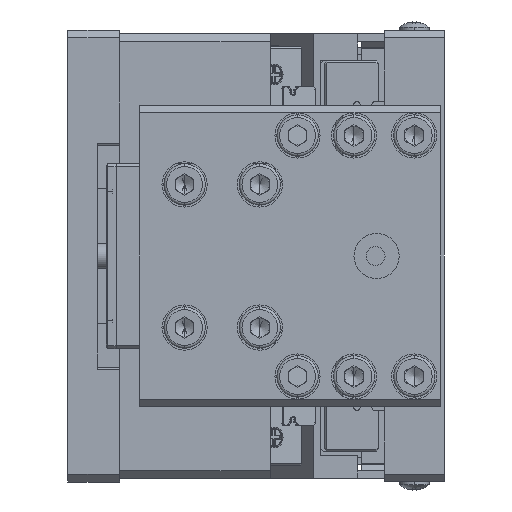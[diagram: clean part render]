
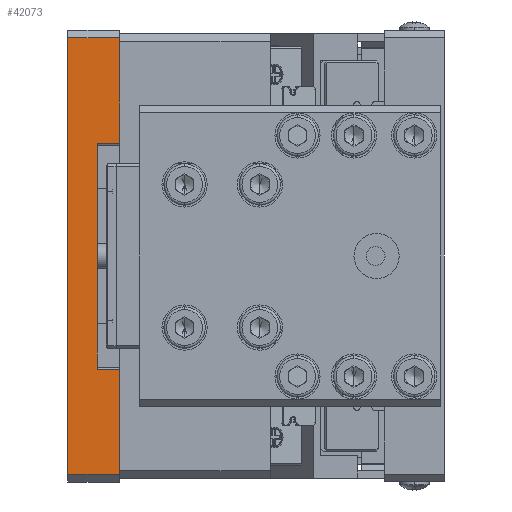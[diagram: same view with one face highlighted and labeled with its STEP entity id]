
A CAD part, left-side view. The second image highlights one B-rep face of the part: STEP entity #42073.
In plain terms, the highlighted planar face has unit normal (-1, 0, 0).
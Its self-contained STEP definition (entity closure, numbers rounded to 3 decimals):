
#136 = ORIENTED_EDGE ( 'NONE', *, *, #36885, .T. ) ;
#219 = ORIENTED_EDGE ( 'NONE', *, *, #34264, .T. ) ;
#1048 = DIRECTION ( 'NONE',  ( 0., 0., 1. ) ) ;
#1287 = ORIENTED_EDGE ( 'NONE', *, *, #14324, .T. ) ;
#1440 = CARTESIAN_POINT ( 'NONE',  ( -30., 43.129, -29.015 ) ) ;
#1492 = DIRECTION ( 'NONE',  ( 0., 0., 1. ) ) ;
#3666 = CARTESIAN_POINT ( 'NONE',  ( -30., 46.129, -15.015 ) ) ;
#3976 = ORIENTED_EDGE ( 'NONE', *, *, #39457, .F. ) ;
#4735 = VERTEX_POINT ( 'NONE', #4824 ) ;
#4814 = VECTOR ( 'NONE', #35514, 1000. ) ;
#4824 = CARTESIAN_POINT ( 'NONE',  ( -30., 50.029, -29.015 ) ) ;
#5459 = ORIENTED_EDGE ( 'NONE', *, *, #10899, .T. ) ;
#7810 = CARTESIAN_POINT ( 'NONE',  ( -30., 43.129, 29.985 ) ) ;
#7931 = DIRECTION ( 'NONE',  ( 0., 1., 0. ) ) ;
#9887 = VERTEX_POINT ( 'NONE', #42747 ) ;
#10148 = VECTOR ( 'NONE', #1492, 1000. ) ;
#10719 = VECTOR ( 'NONE', #1048, 1000. ) ;
#10899 = EDGE_CURVE ( 'NONE', #9887, #27349, #46337, .T. ) ;
#10913 = CARTESIAN_POINT ( 'NONE',  ( -30., 46.129, 14.985 ) ) ;
#11544 = LINE ( 'NONE', #36367, #39129 ) ;
#12199 = CARTESIAN_POINT ( 'NONE',  ( -30., 46.129, -15.015 ) ) ;
#12673 = DIRECTION ( 'NONE',  ( 0., 0., -1. ) ) ;
#13546 = ORIENTED_EDGE ( 'NONE', *, *, #16209, .F. ) ;
#13688 = VECTOR ( 'NONE', #25014, 1000. ) ;
#13850 = CARTESIAN_POINT ( 'NONE',  ( -30., 43.129, 14.985 ) ) ;
#13960 = CARTESIAN_POINT ( 'NONE',  ( -30., 50.029, 29.985 ) ) ;
#14066 = CARTESIAN_POINT ( 'NONE',  ( -30., 50.029, 28.985 ) ) ;
#14324 = EDGE_CURVE ( 'NONE', #27349, #25795, #27520, .T. ) ;
#15226 = LINE ( 'NONE', #19845, #10148 ) ;
#15551 = LINE ( 'NONE', #40848, #33479 ) ;
#16138 = PLANE ( 'NONE',  #29845 ) ;
#16209 = EDGE_CURVE ( 'NONE', #9887, #18401, #11544, .T. ) ;
#16625 = LINE ( 'NONE', #30843, #41274 ) ;
#18401 = VERTEX_POINT ( 'NONE', #12199 ) ;
#18551 = EDGE_LOOP ( 'NONE', ( #43702, #219, #136, #3976, #13546, #5459, #1287, #28165 ) ) ;
#19721 = DIRECTION ( 'NONE',  ( 1., 0., 0. ) ) ;
#19845 = CARTESIAN_POINT ( 'NONE',  ( -30., 43.129, 29.985 ) ) ;
#19948 = CARTESIAN_POINT ( 'NONE',  ( -30., 43.129, 28.985 ) ) ;
#20941 = LINE ( 'NONE', #3666, #13688 ) ;
#25014 = DIRECTION ( 'NONE',  ( 0., -1., 0. ) ) ;
#25086 = EDGE_CURVE ( 'NONE', #25795, #34358, #15551, .T. ) ;
#25246 = VERTEX_POINT ( 'NONE', #44620 ) ;
#25749 = VERTEX_POINT ( 'NONE', #1440 ) ;
#25795 = VERTEX_POINT ( 'NONE', #19948 ) ;
#27349 = VERTEX_POINT ( 'NONE', #13850 ) ;
#27520 = LINE ( 'NONE', #7810, #10719 ) ;
#28165 = ORIENTED_EDGE ( 'NONE', *, *, #25086, .T. ) ;
#29845 = AXIS2_PLACEMENT_3D ( 'NONE', #41488, #19721, #12673 ) ;
#30843 = CARTESIAN_POINT ( 'NONE',  ( -30., 50.029, -29.015 ) ) ;
#31472 = DIRECTION ( 'NONE',  ( 0., -1., 0. ) ) ;
#33479 = VECTOR ( 'NONE', #7931, 1000. ) ;
#34264 = EDGE_CURVE ( 'NONE', #4735, #25749, #16625, .T. ) ;
#34358 = VERTEX_POINT ( 'NONE', #14066 ) ;
#35514 = DIRECTION ( 'NONE',  ( 0., -1., 0. ) ) ;
#36367 = CARTESIAN_POINT ( 'NONE',  ( -30., 46.129, 14.985 ) ) ;
#36885 = EDGE_CURVE ( 'NONE', #25749, #25246, #15226, .T. ) ;
#39129 = VECTOR ( 'NONE', #40137, 1000. ) ;
#39457 = EDGE_CURVE ( 'NONE', #18401, #25246, #20941, .T. ) ;
#40137 = DIRECTION ( 'NONE',  ( 0., 0., -1. ) ) ;
#40848 = CARTESIAN_POINT ( 'NONE',  ( -30., 50.029, 28.985 ) ) ;
#41274 = VECTOR ( 'NONE', #31472, 1000. ) ;
#41488 = CARTESIAN_POINT ( 'NONE',  ( -30., 50.029, 29.985 ) ) ;
#42073 = ADVANCED_FACE ( 'NONE', ( #43131 ), #16138, .F. ) ;
#42745 = LINE ( 'NONE', #13960, #43899 ) ;
#42747 = CARTESIAN_POINT ( 'NONE',  ( -30., 46.129, 14.985 ) ) ;
#43131 = FACE_OUTER_BOUND ( 'NONE', #18551, .T. ) ;
#43702 = ORIENTED_EDGE ( 'NONE', *, *, #46548, .F. ) ;
#43899 = VECTOR ( 'NONE', #46365, 1000. ) ;
#44620 = CARTESIAN_POINT ( 'NONE',  ( -30., 43.129, -15.015 ) ) ;
#46337 = LINE ( 'NONE', #10913, #4814 ) ;
#46365 = DIRECTION ( 'NONE',  ( 0., 0., 1. ) ) ;
#46548 = EDGE_CURVE ( 'NONE', #4735, #34358, #42745, .T. ) ;
